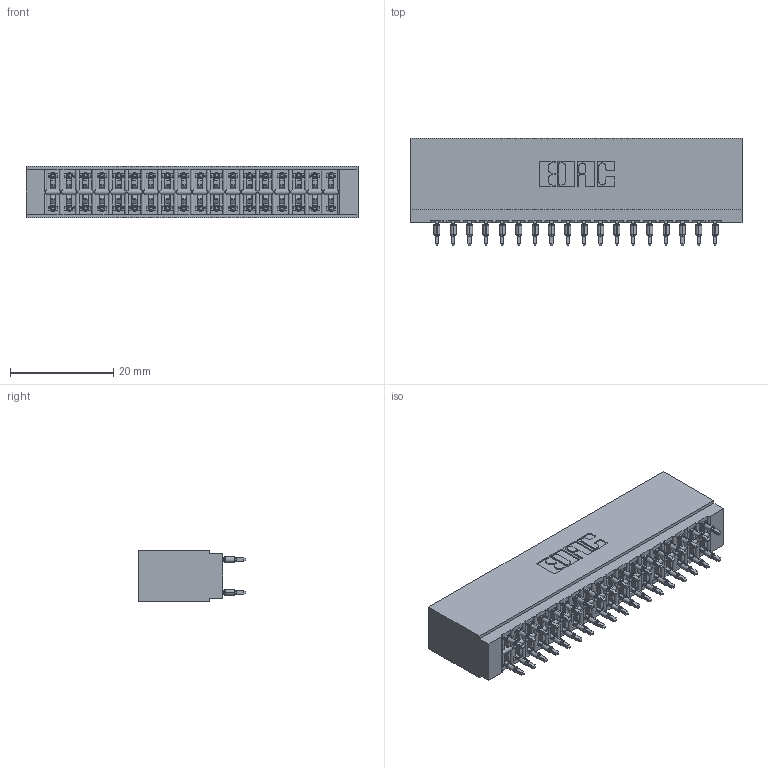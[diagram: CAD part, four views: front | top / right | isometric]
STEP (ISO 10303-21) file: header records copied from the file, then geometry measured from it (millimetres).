
FILE_DESCRIPTION (( 'STEP AP203' ), '1' );
FILE_NAME ('746-036-560-201.STEP', '2026-02-27T13:46:36', ( '' ), ( '' ), 'SwSTEP 2.0', 'SolidWorks 2023', '' );
FILE_SCHEMA (( 'CONFIG_CONTROL_DESIGN' ));
Length unit declared in the file: millimetre
Products named in the file (3): 746-292-001_560; 746-036-560-201; 746 Part_.515 Slot Depth - 01
Assembly tree (37 placements, depth 2):
  746-036-560-201
    746 Part_.515 Slot Depth - 01
    746-292-001_560  x36
Bounding box: 64.39 x 20.82 x 9.91 mm (x, y, z)
Volume: 7181 mm3; surface area: 11636.7 mm2
Topology: 37 solids, 37 shells, 3499 faces, 9731 edges, 6241 vertices
Faces by surface type: plane 1747, cylinder 816, bspline 720, torus 216
Entity records: 31352 total; most frequent: CARTESIAN_POINT 6439, ORIENTED_EDGE 5322, DIRECTION 4491, EDGE_CURVE 2661, LINE 2289, VECTOR 2289, VERTEX_POINT 1761, AXIS2_PLACEMENT_3D 1101
